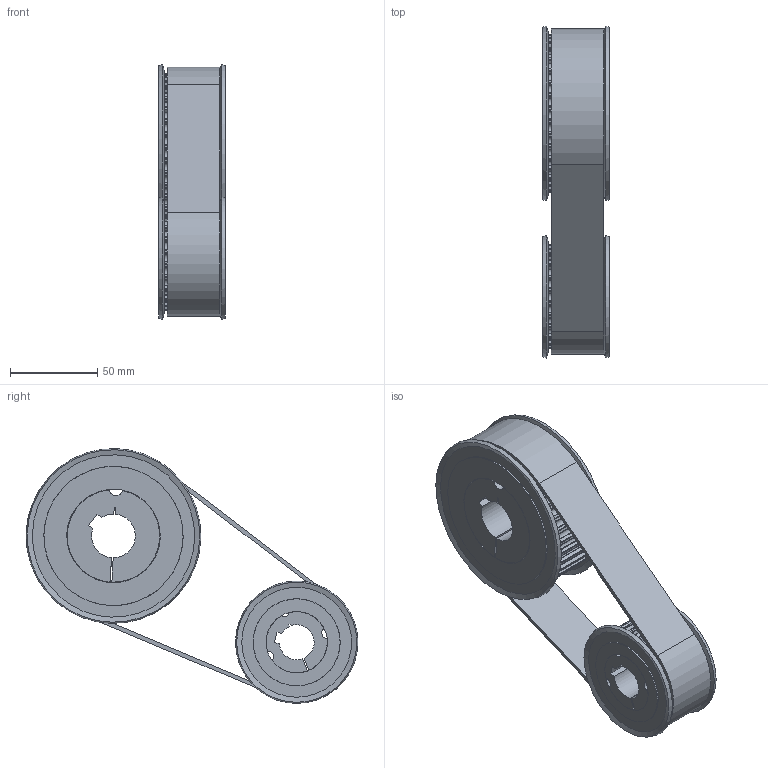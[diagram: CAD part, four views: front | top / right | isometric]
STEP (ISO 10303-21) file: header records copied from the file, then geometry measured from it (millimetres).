
FILE_DESCRIPTION(/* description */ ('STEP AP214'),/* implementation_level */ '2;1');
FILE_NAME(/* name */ 'Pulley_Assembly.step',/* time_stamp */ '2024-11-15T08:20:45+11:00',/* author */ (''),/* organization */ (''),/* preprocessor_version */ 'ST-DEVELOPER v20',/* originating_system */ 'Autodesk Translation Framework v13.20.0.188',/* authorisation */ '');
FILE_SCHEMA (('AUTOMOTIVE_DESIGN { 1 0 10303 214 3 1 1 }'));
Length unit declared in the file: millimetre
Products named in the file (14): Pulley_Assembly; bandbmnfg_24-8p30-1108_; bandbmnfg_24-8p30-1108_.asm; bandbmnfg_24-8p30-1108__1.prt; bandbmnfg_24-8p30-1108__2.prt; bandbmnfg_24-8p30-1108__3.prt; bandbmnfg_36-8p30-1610_; bandbmnfg_36-8p30-1610_.asm; bandbmnfg_36-8p30-1610__1.prt; bandbmnfg_36-8p30-1610__2.prt; bandbmnfg_36-8p30-1610__3.prt; 391108020-2022; T31074; Belt5-7^Belt and pulley assembly Solution 2
Assembly tree (13 placements, depth 4):
  Pulley_Assembly
    bandbmnfg_24-8p30-1108_
      bandbmnfg_24-8p30-1108_.asm
        bandbmnfg_24-8p30-1108__1.prt
        bandbmnfg_24-8p30-1108__2.prt
        bandbmnfg_24-8p30-1108__3.prt
    bandbmnfg_36-8p30-1610_
      bandbmnfg_36-8p30-1610_.asm
        bandbmnfg_36-8p30-1610__1.prt
        bandbmnfg_36-8p30-1610__2.prt
        bandbmnfg_36-8p30-1610__3.prt
    391108020-2022
    T31074
    Belt5-7^Belt and pulley assembly Solution 2
Bounding box: 38.23 x 189.75 x 145.77 mm (x, y, z)
Volume: 275930.9 mm3; surface area: 117743.1 mm2
Topology: 9 solids, 9 shells, 598 faces, 1743 edges, 1162 vertices
Faces by surface type: cylinder 514, plane 48, cone 36
Full cylindrical faces by diameter (mm): 49.695 x2, 49.784 x2, 65.1 x1, 79.616 x2, 79.705 x2
Entity records: 21079 total; most frequent: DIRECTION 4045, CARTESIAN_POINT 3813, ORIENTED_EDGE 3474, EDGE_CURVE 1737, AXIS2_PLACEMENT_3D 1728, VERTEX_POINT 1162, CIRCLE 1101, EDGE_LOOP 617
